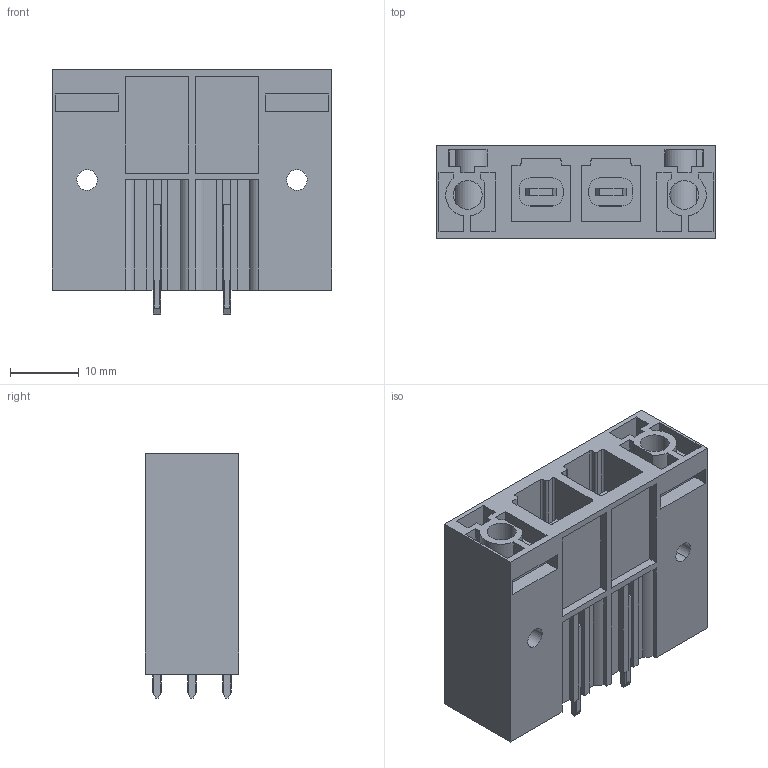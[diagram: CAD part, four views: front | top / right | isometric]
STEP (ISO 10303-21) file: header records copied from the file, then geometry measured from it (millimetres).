
FILE_DESCRIPTION(('CATIA V5 STEP Exchange','CAx-IF Rec.Pracs.--- Model Styling and Organization---1.2---2011-12-15'),'2;1');
FILE_NAME ('D1456684_0_1813650000_1813650000.stp','2018-11-27T05:44:57+00:00',('none'),('Weidmueller'),'CATIA Version 5-6 Release 2014','CATIA V5 STEP AP214','none');
FILE_SCHEMA(('AUTOMOTIVE_DESIGN { 1 0 10303 214 1 1 1 1 }'));
Length unit declared in the file: millimetre
Products named in the file (1): 1813650000
Bounding box: 40.64 x 13.6 x 35.5 mm (x, y, z)
Volume: 8271.1 mm3; surface area: 12572.5 mm2
Topology: 3 solids, 3 shells, 444 faces, 1252 edges, 834 vertices
Faces by surface type: plane 374, cylinder 70
Entity records: 13073 total; most frequent: ORIENTED_EDGE 2504, CARTESIAN_POINT 2345, DIRECTION 1718, EDGE_CURVE 1250, VECTOR 1090, LINE 1090, VERTEX_POINT 830, EDGE_LOOP 480
